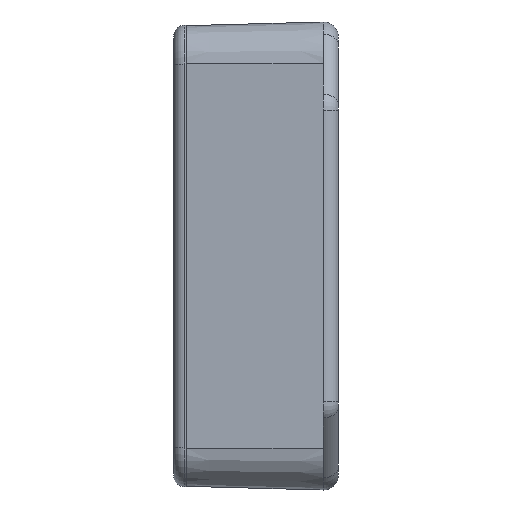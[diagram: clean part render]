
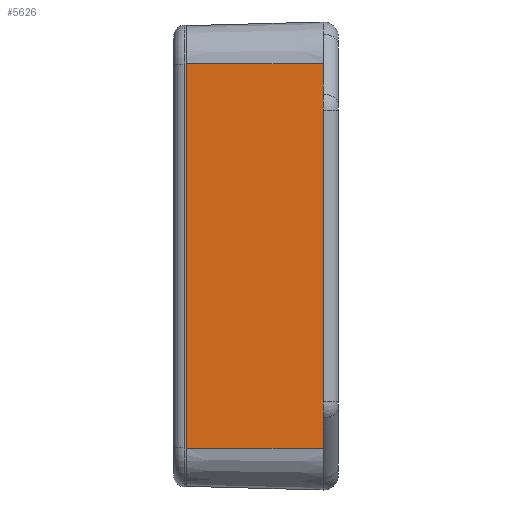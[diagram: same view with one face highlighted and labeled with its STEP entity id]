
A CAD part, left-side view. The second image highlights one B-rep face of the part: STEP entity #5626.
In plain terms, the highlighted planar face has unit normal (-1, 0.027, 0).
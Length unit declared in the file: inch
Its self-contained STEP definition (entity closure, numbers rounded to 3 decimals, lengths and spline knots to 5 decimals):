
#1238 = DIRECTION ( 'NONE',  ( 0., 0., 1. ) ) ;
#1428 = FACE_OUTER_BOUND ( 'NONE', #5619, .T. ) ;
#1910 = VECTOR ( 'NONE', #1238, 39.37008 ) ;
#1911 = CARTESIAN_POINT ( 'NONE',  ( -2.80255, -1.125, 1.582 ) ) ;
#1912 = LINE ( 'NONE', #1911, #1910 ) ;
#1939 = AXIS2_PLACEMENT_3D ( 'NONE', #1943, #1963, #1962 ) ;
#1942 = PLANE ( 'NONE',  #1939 ) ;
#1943 = CARTESIAN_POINT ( 'NONE',  ( -2.7725, 0., -1.582 ) ) ;
#1944 = CARTESIAN_POINT ( 'NONE',  ( -2.7725, 0., 1.582 ) ) ;
#1947 = CARTESIAN_POINT ( 'NONE',  ( -2.7725, 0., 1.582 ) ) ;
#1948 = LINE ( 'NONE', #1947, #1961 ) ;
#1960 = DIRECTION ( 'NONE',  ( 0.027, 1., 0. ) ) ;
#1961 = VECTOR ( 'NONE', #1960, 39.37008 ) ;
#1962 = DIRECTION ( 'NONE',  ( -0.027, -1., 0. ) ) ;
#1963 = DIRECTION ( 'NONE',  ( -1., 0.027, 0. ) ) ;
#1976 = VECTOR ( 'NONE', #1987, 39.37008 ) ;
#1978 = LINE ( 'NONE', #1985, #1992 ) ;
#1984 = DIRECTION ( 'NONE',  ( 0., 0., 1. ) ) ;
#1985 = CARTESIAN_POINT ( 'NONE',  ( -2.7725, 0., -1.582 ) ) ;
#1987 = DIRECTION ( 'NONE',  ( 0.027, 1., 0. ) ) ;
#1992 = VECTOR ( 'NONE', #1984, 39.37008 ) ;
#1996 = LINE ( 'NONE', #1998, #1976 ) ;
#1998 = CARTESIAN_POINT ( 'NONE',  ( -2.7725, 0., -1.582 ) ) ;
#2000 = CARTESIAN_POINT ( 'NONE',  ( -2.80255, -1.125, 1.582 ) ) ;
#2004 = CARTESIAN_POINT ( 'NONE',  ( -2.7725, 0., -1.582 ) ) ;
#2050 = CARTESIAN_POINT ( 'NONE',  ( -2.80255, -1.125, -1.582 ) ) ;
#5609 = EDGE_CURVE ( 'NONE', #5687, #5667, #1912, .T. ) ;
#5614 = VERTEX_POINT ( 'NONE', #1944 ) ;
#5618 = EDGE_CURVE ( 'NONE', #5667, #5614, #1948, .T. ) ;
#5619 = EDGE_LOOP ( 'NONE', ( #5624, #5641, #5627, #5643 ) ) ;
#5624 = ORIENTED_EDGE ( 'NONE', *, *, #5639, .F. ) ;
#5626 = ADVANCED_FACE ( 'NONE', ( #1428 ), #1942, .T. ) ;
#5627 = ORIENTED_EDGE ( 'NONE', *, *, #5609, .T. ) ;
#5638 = EDGE_CURVE ( 'NONE', #5687, #5677, #1996, .T. ) ;
#5639 = EDGE_CURVE ( 'NONE', #5677, #5614, #1978, .T. ) ;
#5641 = ORIENTED_EDGE ( 'NONE', *, *, #5638, .F. ) ;
#5643 = ORIENTED_EDGE ( 'NONE', *, *, #5618, .T. ) ;
#5667 = VERTEX_POINT ( 'NONE', #2000 ) ;
#5677 = VERTEX_POINT ( 'NONE', #2004 ) ;
#5687 = VERTEX_POINT ( 'NONE', #2050 ) ;
